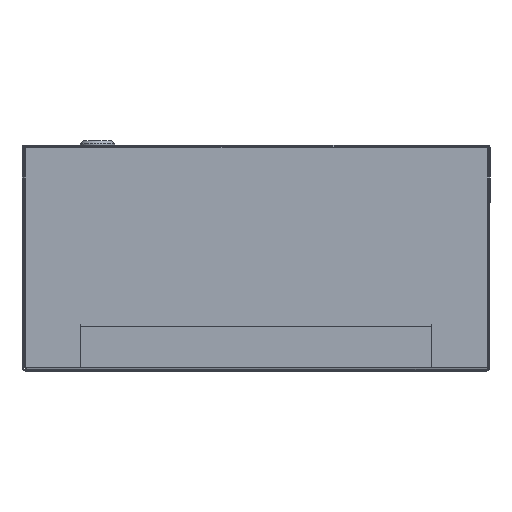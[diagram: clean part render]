
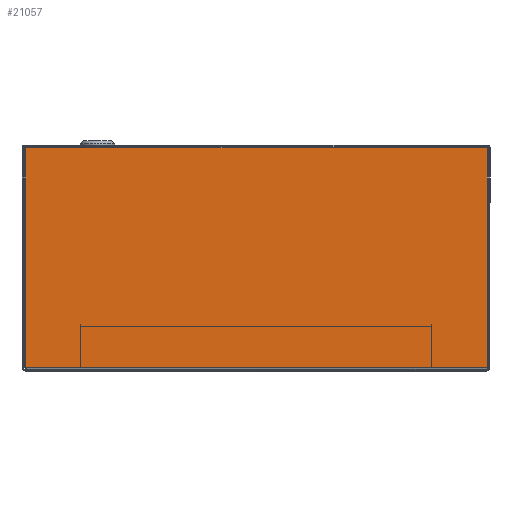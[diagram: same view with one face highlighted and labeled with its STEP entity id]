
A CAD part, front view. The second image highlights one B-rep face of the part: STEP entity #21057.
In plain terms, the highlighted planar face has unit normal (0, -1, 0).
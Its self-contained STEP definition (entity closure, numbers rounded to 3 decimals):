
#75 = ORIENTED_EDGE ( 'NONE', *, *, #27077, .F. ) ;
#289 = VERTEX_POINT ( 'NONE', #15551 ) ;
#937 = PLANE ( 'NONE',  #13324 ) ;
#1554 = LINE ( 'NONE', #17527, #28238 ) ;
#4926 = EDGE_CURVE ( 'NONE', #6330, #22523, #27733, .T. ) ;
#5507 = LINE ( 'NONE', #16384, #26307 ) ;
#5909 = CARTESIAN_POINT ( 'NONE',  ( -0.7, -200., 70.45 ) ) ;
#6330 = VERTEX_POINT ( 'NONE', #9425 ) ;
#7223 = CARTESIAN_POINT ( 'NONE',  ( -0.7, -200., 70.45 ) ) ;
#7321 = DIRECTION ( 'NONE',  ( 0., 0., -1. ) ) ;
#7720 = DIRECTION ( 'NONE',  ( -1., 0., 0. ) ) ;
#8308 = FACE_OUTER_BOUND ( 'NONE', #25200, .T. ) ;
#9043 = ORIENTED_EDGE ( 'NONE', *, *, #4926, .T. ) ;
#9425 = CARTESIAN_POINT ( 'NONE',  ( -1.7, -200., 70.45 ) ) ;
#9442 = LINE ( 'NONE', #11564, #20537 ) ;
#10581 = DIRECTION ( 'NONE',  ( 0., 1., 0. ) ) ;
#11564 = CARTESIAN_POINT ( 'NONE',  ( -0.7, -200., -70.45 ) ) ;
#11842 = VECTOR ( 'NONE', #16435, 1000. ) ;
#12667 = ORIENTED_EDGE ( 'NONE', *, *, #26634, .T. ) ;
#13309 = ORIENTED_EDGE ( 'NONE', *, *, #26547, .T. ) ;
#13324 = AXIS2_PLACEMENT_3D ( 'NONE', #5909, #10581, #7720 ) ;
#15551 = CARTESIAN_POINT ( 'NONE',  ( -297.6, -200., -70.45 ) ) ;
#16384 = CARTESIAN_POINT ( 'NONE',  ( -297.6, -200., 70.45 ) ) ;
#16435 = DIRECTION ( 'NONE',  ( -1., 0., 0. ) ) ;
#16832 = CARTESIAN_POINT ( 'NONE',  ( -1.7, -200., -70.45 ) ) ;
#17527 = CARTESIAN_POINT ( 'NONE',  ( -1.7, -200., -70.45 ) ) ;
#18195 = DIRECTION ( 'NONE',  ( 1., 0., 0. ) ) ;
#20537 = VECTOR ( 'NONE', #18195, 1000. ) ;
#21057 = ADVANCED_FACE ( 'NONE', ( #8308 ), #937, .F. ) ;
#22523 = VERTEX_POINT ( 'NONE', #24163 ) ;
#24163 = CARTESIAN_POINT ( 'NONE',  ( -297.6, -200., 70.45 ) ) ;
#25200 = EDGE_LOOP ( 'NONE', ( #75, #9043, #12667, #13309 ) ) ;
#26307 = VECTOR ( 'NONE', #7321, 1000. ) ;
#26547 = EDGE_CURVE ( 'NONE', #289, #29713, #9442, .T. ) ;
#26634 = EDGE_CURVE ( 'NONE', #22523, #289, #5507, .T. ) ;
#27077 = EDGE_CURVE ( 'NONE', #6330, #29713, #1554, .T. ) ;
#27733 = LINE ( 'NONE', #7223, #11842 ) ;
#28238 = VECTOR ( 'NONE', #28517, 1000. ) ;
#28517 = DIRECTION ( 'NONE',  ( 0., 0., -1. ) ) ;
#29713 = VERTEX_POINT ( 'NONE', #16832 ) ;
